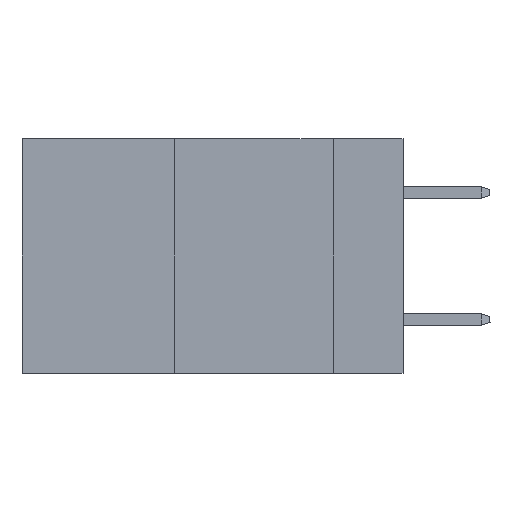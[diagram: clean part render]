
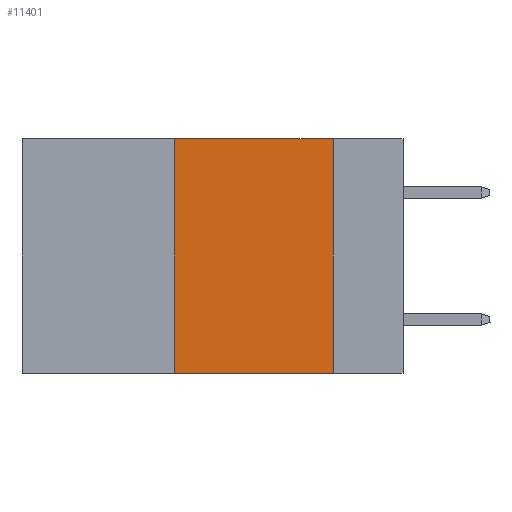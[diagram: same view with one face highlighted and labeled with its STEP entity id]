
A CAD part, left-side view. The second image highlights one B-rep face of the part: STEP entity #11401.
In plain terms, the highlighted planar face has unit normal (-1, 0, 0).
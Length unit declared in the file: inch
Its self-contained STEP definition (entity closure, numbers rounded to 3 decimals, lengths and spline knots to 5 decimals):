
#92 = DIRECTION ( 'NONE',  ( 0., 0., -1. ) ) ;
#1031 = CARTESIAN_POINT ( 'NONE',  ( 0., 0.11, 0. ) ) ;
#1041 = EDGE_CURVE ( 'NONE', #19631, #9185, #19867, .T. ) ;
#1056 = LINE ( 'NONE', #20457, #11139 ) ;
#2310 = EDGE_CURVE ( 'NONE', #15545, #19631, #1056, .T. ) ;
#2537 = DIRECTION ( 'NONE',  ( 0., -1., 0. ) ) ;
#2876 = ORIENTED_EDGE ( 'NONE', *, *, #1041, .F. ) ;
#4156 = DIRECTION ( 'NONE',  ( 0., 0., -1. ) ) ;
#5925 = CARTESIAN_POINT ( 'NONE',  ( 0., 0.36, 0. ) ) ;
#6947 = CARTESIAN_POINT ( 'NONE',  ( 0., 0.11, -0.37 ) ) ;
#8069 = CARTESIAN_POINT ( 'NONE',  ( 0., 0.11, 0. ) ) ;
#8897 = EDGE_CURVE ( 'NONE', #20703, #15545, #16129, .T. ) ;
#9185 = VERTEX_POINT ( 'NONE', #6947 ) ;
#9971 = AXIS2_PLACEMENT_3D ( 'NONE', #13987, #20980, #92 ) ;
#11139 = VECTOR ( 'NONE', #18756, 39.37008 ) ;
#11401 = ADVANCED_FACE ( 'NONE', ( #17318 ), #18930, .F. ) ;
#12914 = DIRECTION ( 'NONE',  ( 0., 0., 1. ) ) ;
#13128 = ORIENTED_EDGE ( 'NONE', *, *, #2310, .F. ) ;
#13987 = CARTESIAN_POINT ( 'NONE',  ( 0., 0.6, 0. ) ) ;
#14757 = VECTOR ( 'NONE', #2537, 39.37008 ) ;
#15166 = EDGE_CURVE ( 'NONE', #20703, #9185, #18397, .T. ) ;
#15545 = VERTEX_POINT ( 'NONE', #18252 ) ;
#16129 = LINE ( 'NONE', #5925, #21787 ) ;
#17318 = FACE_OUTER_BOUND ( 'NONE', #19165, .T. ) ;
#17521 = ORIENTED_EDGE ( 'NONE', *, *, #15166, .T. ) ;
#18252 = CARTESIAN_POINT ( 'NONE',  ( 0., 0.36, 0. ) ) ;
#18282 = CARTESIAN_POINT ( 'NONE',  ( 0., 0.6, -0.37 ) ) ;
#18397 = LINE ( 'NONE', #18282, #14757 ) ;
#18573 = CARTESIAN_POINT ( 'NONE',  ( 0., 0.36, -0.37 ) ) ;
#18756 = DIRECTION ( 'NONE',  ( 0., -1., 0. ) ) ;
#18930 = PLANE ( 'NONE',  #9971 ) ;
#19165 = EDGE_LOOP ( 'NONE', ( #2876, #13128, #21257, #17521 ) ) ;
#19631 = VERTEX_POINT ( 'NONE', #8069 ) ;
#19867 = LINE ( 'NONE', #1031, #21711 ) ;
#20457 = CARTESIAN_POINT ( 'NONE',  ( 0., 0.6, 0. ) ) ;
#20703 = VERTEX_POINT ( 'NONE', #18573 ) ;
#20980 = DIRECTION ( 'NONE',  ( 1., 0., 0. ) ) ;
#21257 = ORIENTED_EDGE ( 'NONE', *, *, #8897, .F. ) ;
#21711 = VECTOR ( 'NONE', #4156, 39.37008 ) ;
#21787 = VECTOR ( 'NONE', #12914, 39.37008 ) ;
